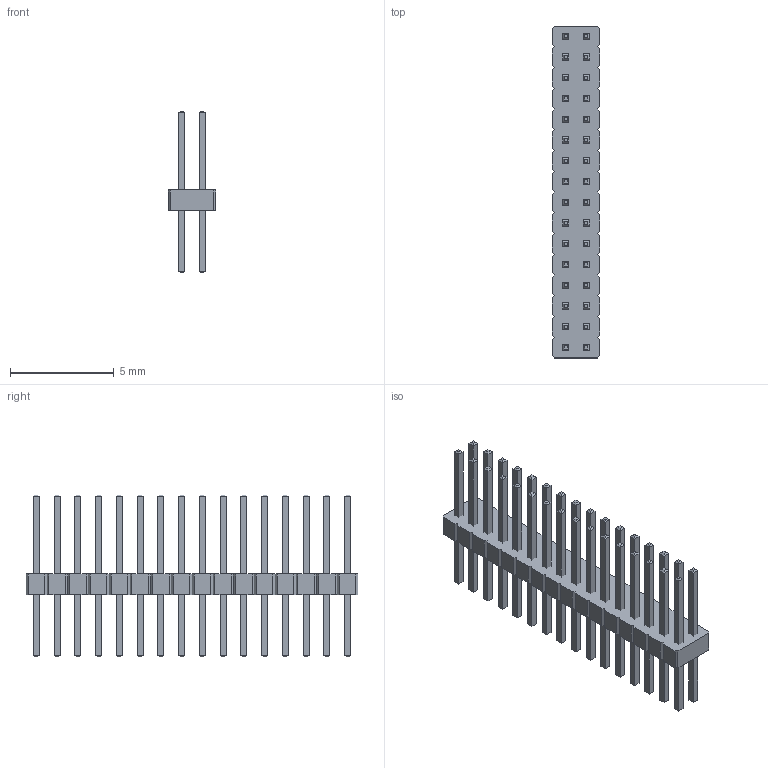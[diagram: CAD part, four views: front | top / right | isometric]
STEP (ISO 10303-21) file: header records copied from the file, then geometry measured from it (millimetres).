
FILE_DESCRIPTION(/* description */ ('model of PinHeader_2x16_P1.00mm_Vertical'),/* implementation_level */ '2;1');
FILE_NAME(/* name */ 'PinHeader_2x16_P1.00mm_Vertical.step',/* time_stamp */ '2018-01-24T12:03:33',/* author */ ('kicad StepUp','ksu'),/* organization */ ('FreeCAD'),/* preprocessor_version */ 'OCC',/* originating_system */ 'kicad StepUp',/* authorisation */ '');
FILE_SCHEMA(('AUTOMOTIVE_DESIGN { 1 0 10303 214 1 1 1 1 }'));
Length unit declared in the file: millimetre
Products named in the file (2): PinHeader_2x16_P100mm_Vertical; Shape0_962875927564
Bounding box: 2.3 x 16 x 7.8 mm (x, y, z)
Volume: 58.8 mm3; surface area: 413.1 mm2
Topology: 33 solids, 33 shells, 548 faces, 1190 edges, 708 vertices
Faces by surface type: plane 548
Entity records: 9358 total; most frequent: ORIENTED_EDGE 1834, CARTESIAN_POINT 1511, EDGE_CURVE 1190, LINE 1190, VERTEX_POINT 708, AXIS2_PLACEMENT_3D 549, ADVANCED_FACE 548, FACE_BOUND 548
